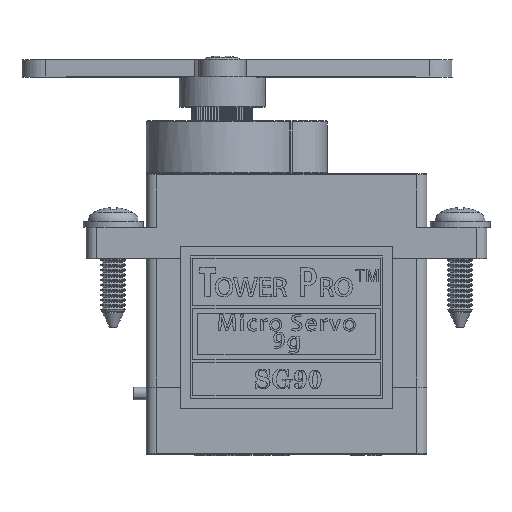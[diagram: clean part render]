
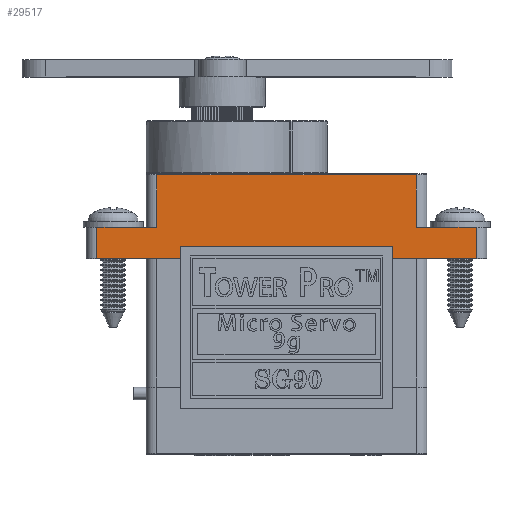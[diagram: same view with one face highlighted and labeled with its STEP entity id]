
A CAD part, top view. The second image highlights one B-rep face of the part: STEP entity #29517.
In plain terms, the highlighted planar face has unit normal (0, 0, 1).
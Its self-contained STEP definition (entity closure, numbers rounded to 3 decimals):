
#1462=PLANE('',#31146);
#2400=FACE_OUTER_BOUND('',#3952,.T.);
#3952=EDGE_LOOP('',(#22523,#22524,#22525,#22526,#22527,#22528,#22529,#22530,
#22531,#22532,#22533));
#6013=LINE('',#50164,#8808);
#6016=LINE('',#50178,#8811);
#6018=LINE('',#50183,#8813);
#6019=LINE('',#50185,#8814);
#6020=LINE('',#50186,#8815);
#6021=LINE('',#50188,#8816);
#6022=LINE('',#50190,#8817);
#6023=LINE('',#50192,#8818);
#6024=LINE('',#50194,#8819);
#6025=LINE('',#50196,#8820);
#6026=LINE('',#50197,#8821);
#8808=VECTOR('',#35067,1000.);
#8811=VECTOR('',#35080,1000.);
#8813=VECTOR('',#35084,10.);
#8814=VECTOR('',#35085,1000.);
#8815=VECTOR('',#35086,1000.);
#8816=VECTOR('',#35087,1000.);
#8817=VECTOR('',#35088,1000.);
#8818=VECTOR('',#35089,1000.);
#8819=VECTOR('',#35090,1000.);
#8820=VECTOR('',#35091,1000.);
#8821=VECTOR('',#35092,10.);
#13091=VERTEX_POINT('',#50161);
#13092=VERTEX_POINT('',#50163);
#13098=VERTEX_POINT('',#50176);
#13099=VERTEX_POINT('',#50181);
#13100=VERTEX_POINT('',#50182);
#13101=VERTEX_POINT('',#50184);
#13102=VERTEX_POINT('',#50187);
#13103=VERTEX_POINT('',#50189);
#13104=VERTEX_POINT('',#50191);
#13105=VERTEX_POINT('',#50193);
#13106=VERTEX_POINT('',#50195);
#16572=EDGE_CURVE('',#13091,#13092,#6013,.T.);
#16579=EDGE_CURVE('',#13091,#13098,#6016,.T.);
#16581=EDGE_CURVE('',#13099,#13100,#6018,.T.);
#16582=EDGE_CURVE('',#13099,#13101,#6019,.T.);
#16583=EDGE_CURVE('',#13101,#13092,#6020,.T.);
#16584=EDGE_CURVE('',#13098,#13102,#6021,.T.);
#16585=EDGE_CURVE('',#13103,#13102,#6022,.T.);
#16586=EDGE_CURVE('',#13104,#13103,#6023,.T.);
#16587=EDGE_CURVE('',#13105,#13104,#6024,.T.);
#16588=EDGE_CURVE('',#13105,#13106,#6025,.T.);
#16589=EDGE_CURVE('',#13100,#13106,#6026,.T.);
#22523=ORIENTED_EDGE('',*,*,#16581,.F.);
#22524=ORIENTED_EDGE('',*,*,#16582,.T.);
#22525=ORIENTED_EDGE('',*,*,#16583,.T.);
#22526=ORIENTED_EDGE('',*,*,#16572,.F.);
#22527=ORIENTED_EDGE('',*,*,#16579,.T.);
#22528=ORIENTED_EDGE('',*,*,#16584,.T.);
#22529=ORIENTED_EDGE('',*,*,#16585,.F.);
#22530=ORIENTED_EDGE('',*,*,#16586,.F.);
#22531=ORIENTED_EDGE('',*,*,#16587,.F.);
#22532=ORIENTED_EDGE('',*,*,#16588,.T.);
#22533=ORIENTED_EDGE('',*,*,#16589,.F.);
#29517=ADVANCED_FACE('',(#2400),#1462,.F.);
#31146=AXIS2_PLACEMENT_3D('',#50180,#35082,#35083);
#35067=DIRECTION('',(1.,0.,0.));
#35080=DIRECTION('',(0.,-1.,0.));
#35082=DIRECTION('center_axis',(0.,0.,-1.));
#35083=DIRECTION('ref_axis',(-1.,0.,0.));
#35084=DIRECTION('',(1.,0.,0.));
#35085=DIRECTION('',(-1.,0.,0.));
#35086=DIRECTION('',(0.,-1.,0.));
#35087=DIRECTION('',(1.,0.,0.));
#35088=DIRECTION('',(0.,-1.,0.));
#35089=DIRECTION('',(1.,0.,0.));
#35090=DIRECTION('',(0.,-1.,0.));
#35091=DIRECTION('',(-1.,0.,0.));
#35092=DIRECTION('',(1.,0.,0.));
#50161=CARTESIAN_POINT('',(-8.527,24.468,33.883));
#50163=CARTESIAN_POINT('',(-3.727,24.468,33.883));
#50164=CARTESIAN_POINT('',(-8.527,24.468,33.883));
#50176=CARTESIAN_POINT('',(-8.527,21.968,33.883));
#50178=CARTESIAN_POINT('',(-8.527,24.468,33.883));
#50180=CARTESIAN_POINT('Origin',(-8.527,24.468,33.883));
#50181=CARTESIAN_POINT('',(-0.039,28.668,33.883));
#50182=CARTESIAN_POINT('',(1.523,28.668,33.883));
#50183=CARTESIAN_POINT('',(-0.039,28.668,33.883));
#50184=CARTESIAN_POINT('',(-3.727,28.668,33.883));
#50185=CARTESIAN_POINT('',(-8.527,28.668,33.883));
#50186=CARTESIAN_POINT('',(-3.727,76.862,33.883));
#50187=CARTESIAN_POINT('',(21.873,21.968,33.883));
#50188=CARTESIAN_POINT('',(-8.527,21.968,33.883));
#50189=CARTESIAN_POINT('',(21.873,24.468,33.883));
#50190=CARTESIAN_POINT('',(21.873,24.468,33.883));
#50191=CARTESIAN_POINT('',(17.073,24.468,33.883));
#50192=CARTESIAN_POINT('',(-8.527,24.468,33.883));
#50193=CARTESIAN_POINT('',(17.073,28.668,33.883));
#50194=CARTESIAN_POINT('',(17.073,76.862,33.883));
#50195=CARTESIAN_POINT('',(3.085,28.668,33.883));
#50196=CARTESIAN_POINT('',(-8.527,28.668,33.883));
#50197=CARTESIAN_POINT('',(1.523,28.668,33.883));
